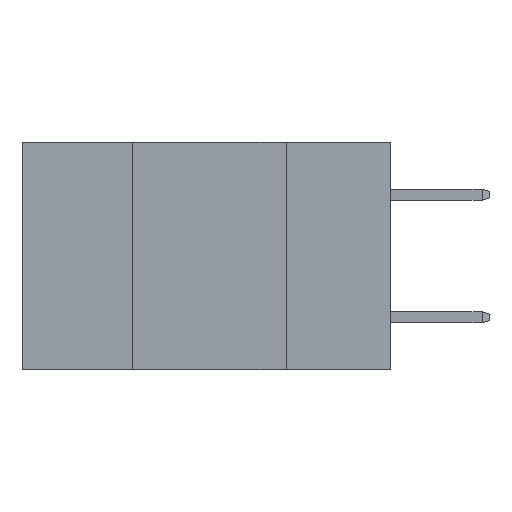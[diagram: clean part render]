
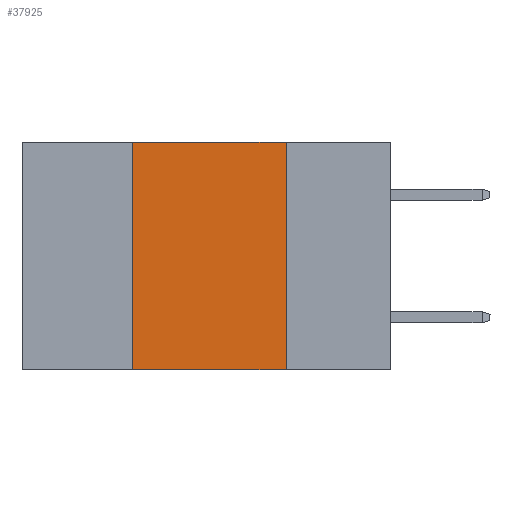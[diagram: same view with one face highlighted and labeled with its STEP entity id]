
A CAD part, left-side view. The second image highlights one B-rep face of the part: STEP entity #37925.
In plain terms, the highlighted planar face has unit normal (-1, 0, 0).
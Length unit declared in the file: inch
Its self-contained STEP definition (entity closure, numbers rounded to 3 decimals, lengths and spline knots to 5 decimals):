
#118 = PLANE ( 'NONE',  #12573 ) ;
#126 = CARTESIAN_POINT ( 'NONE',  ( 0., 0.6, -0.37 ) ) ;
#713 = VECTOR ( 'NONE', #4843, 39.37008 ) ;
#1180 = EDGE_CURVE ( 'NONE', #27794, #18119, #24561, .T. ) ;
#1999 = VECTOR ( 'NONE', #3474, 39.37008 ) ;
#2160 = EDGE_CURVE ( 'NONE', #27794, #4718, #21839, .T. ) ;
#3474 = DIRECTION ( 'NONE',  ( 0., -1., 0. ) ) ;
#3480 = CARTESIAN_POINT ( 'NONE',  ( 0., 0.17, -0.37 ) ) ;
#3904 = DIRECTION ( 'NONE',  ( 1., 0., 0. ) ) ;
#4718 = VERTEX_POINT ( 'NONE', #30788 ) ;
#4843 = DIRECTION ( 'NONE',  ( 0., 0., -1. ) ) ;
#12189 = ORIENTED_EDGE ( 'NONE', *, *, #34564, .F. ) ;
#12261 = LINE ( 'NONE', #19502, #35932 ) ;
#12573 = AXIS2_PLACEMENT_3D ( 'NONE', #17264, #3904, #30786 ) ;
#16465 = CARTESIAN_POINT ( 'NONE',  ( 0., 0.42, -0.37 ) ) ;
#17264 = CARTESIAN_POINT ( 'NONE',  ( 0., 0.6, 0. ) ) ;
#18119 = VERTEX_POINT ( 'NONE', #3480 ) ;
#18787 = VERTEX_POINT ( 'NONE', #23680 ) ;
#19502 = CARTESIAN_POINT ( 'NONE',  ( 0., 0.6, 0. ) ) ;
#21839 = LINE ( 'NONE', #42961, #26051 ) ;
#23680 = CARTESIAN_POINT ( 'NONE',  ( 0., 0.17, 0. ) ) ;
#24561 = LINE ( 'NONE', #126, #1999 ) ;
#26051 = VECTOR ( 'NONE', #36434, 39.37008 ) ;
#27794 = VERTEX_POINT ( 'NONE', #16465 ) ;
#30786 = DIRECTION ( 'NONE',  ( 0., 0., -1. ) ) ;
#30788 = CARTESIAN_POINT ( 'NONE',  ( 0., 0.42, 0. ) ) ;
#31878 = ORIENTED_EDGE ( 'NONE', *, *, #1180, .T. ) ;
#33170 = DIRECTION ( 'NONE',  ( 0., -1., 0. ) ) ;
#34564 = EDGE_CURVE ( 'NONE', #18787, #18119, #42808, .T. ) ;
#34793 = EDGE_LOOP ( 'NONE', ( #12189, #39702, #42929, #31878 ) ) ;
#35932 = VECTOR ( 'NONE', #33170, 39.37008 ) ;
#36193 = FACE_OUTER_BOUND ( 'NONE', #34793, .T. ) ;
#36434 = DIRECTION ( 'NONE',  ( 0., 0., 1. ) ) ;
#37925 = ADVANCED_FACE ( 'NONE', ( #36193 ), #118, .F. ) ;
#39702 = ORIENTED_EDGE ( 'NONE', *, *, #40673, .F. ) ;
#40673 = EDGE_CURVE ( 'NONE', #4718, #18787, #12261, .T. ) ;
#41626 = CARTESIAN_POINT ( 'NONE',  ( 0., 0.17, 0. ) ) ;
#42808 = LINE ( 'NONE', #41626, #713 ) ;
#42929 = ORIENTED_EDGE ( 'NONE', *, *, #2160, .F. ) ;
#42961 = CARTESIAN_POINT ( 'NONE',  ( 0., 0.42, 0. ) ) ;
